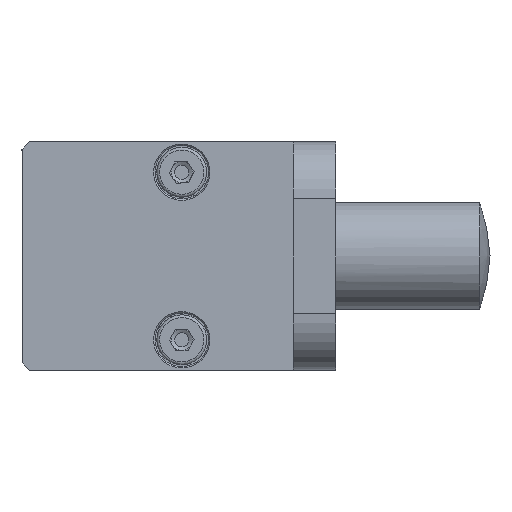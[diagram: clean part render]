
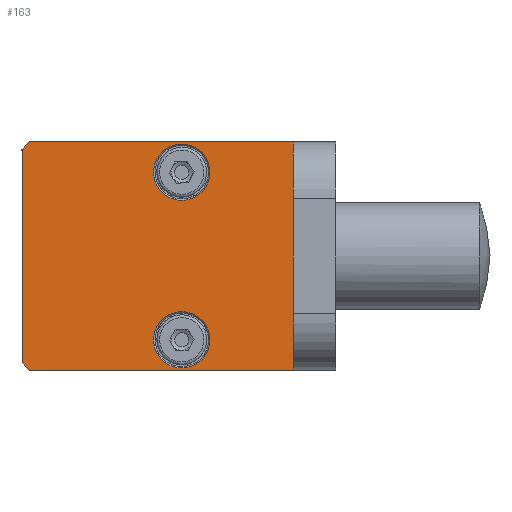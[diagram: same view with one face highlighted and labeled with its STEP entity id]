
A CAD part, left-side view. The second image highlights one B-rep face of the part: STEP entity #163.
In plain terms, the highlighted planar face has unit normal (-1, 0, 0).
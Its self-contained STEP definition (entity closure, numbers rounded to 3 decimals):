
#8 = CARTESIAN_POINT ( 'NONE',  ( -72.5, 1.8, -16. ) ) ;
#65 = CARTESIAN_POINT ( 'NONE',  ( -72.5, 38.8, 16. ) ) ;
#163 = ADVANCED_FACE ( 'NONE', ( #4564, #5118, #4620 ), #3007, .F. ) ;
#195 = CARTESIAN_POINT ( 'NONE',  ( -72.5, 38.8, -16. ) ) ;
#201 = AXIS2_PLACEMENT_3D ( 'NONE', #6083, #3984, #410 ) ;
#282 = EDGE_LOOP ( 'NONE', ( #1651, #3945, #4778, #3019, #867, #875 ) ) ;
#283 = VECTOR ( 'NONE', #4345, 1000. ) ;
#410 = DIRECTION ( 'NONE',  ( 0., 0., 1. ) ) ;
#614 = EDGE_CURVE ( 'NONE', #1004, #1004, #1877, .T. ) ;
#828 = CARTESIAN_POINT ( 'NONE',  ( -72.5, 39.8, -15. ) ) ;
#867 = ORIENTED_EDGE ( 'NONE', *, *, #2018, .T. ) ;
#875 = ORIENTED_EDGE ( 'NONE', *, *, #4055, .T. ) ;
#1004 = VERTEX_POINT ( 'NONE', #3030 ) ;
#1175 = DIRECTION ( 'NONE',  ( 1., 0., 0. ) ) ;
#1177 = DIRECTION ( 'NONE',  ( 0., -0.707, -0.707 ) ) ;
#1204 = DIRECTION ( 'NONE',  ( 0., 0., 1. ) ) ;
#1521 = VERTEX_POINT ( 'NONE', #2125 ) ;
#1549 = AXIS2_PLACEMENT_3D ( 'NONE', #1929, #6653, #5607 ) ;
#1651 = ORIENTED_EDGE ( 'NONE', *, *, #3971, .T. ) ;
#1773 = DIRECTION ( 'NONE',  ( 0., 0., -1. ) ) ;
#1871 = CARTESIAN_POINT ( 'NONE',  ( -72.5, 38.8, 16. ) ) ;
#1877 = CIRCLE ( 'NONE', #1549, 3.95 ) ;
#1929 = CARTESIAN_POINT ( 'NONE',  ( -72.5, 17.4, 11.75 ) ) ;
#2018 = EDGE_CURVE ( 'NONE', #3881, #4803, #5247, .T. ) ;
#2125 = CARTESIAN_POINT ( 'NONE',  ( -72.5, 1.8, 16. ) ) ;
#2285 = DIRECTION ( 'NONE',  ( 0., 0.707, -0.707 ) ) ;
#2481 = VERTEX_POINT ( 'NONE', #6635 ) ;
#2524 = AXIS2_PLACEMENT_3D ( 'NONE', #4231, #1175, #1204 ) ;
#2631 = EDGE_CURVE ( 'NONE', #6089, #2481, #5476, .T. ) ;
#2662 = LINE ( 'NONE', #195, #6052 ) ;
#2767 = DIRECTION ( 'NONE',  ( 0., -1., 0. ) ) ;
#2787 = CARTESIAN_POINT ( 'NONE',  ( -72.5, 17.4, -7.8 ) ) ;
#2956 = EDGE_LOOP ( 'NONE', ( #4510 ) ) ;
#2976 = CARTESIAN_POINT ( 'NONE',  ( -72.5, 39.8, 15. ) ) ;
#3007 = PLANE ( 'NONE',  #2524 ) ;
#3019 = ORIENTED_EDGE ( 'NONE', *, *, #4769, .T. ) ;
#3030 = CARTESIAN_POINT ( 'NONE',  ( -72.5, 17.4, 15.7 ) ) ;
#3080 = EDGE_CURVE ( 'NONE', #3709, #3709, #4214, .T. ) ;
#3440 = VECTOR ( 'NONE', #2767, 1000. ) ;
#3672 = VECTOR ( 'NONE', #1773, 1000. ) ;
#3709 = VERTEX_POINT ( 'NONE', #2787 ) ;
#3781 = EDGE_LOOP ( 'NONE', ( #5207 ) ) ;
#3881 = VERTEX_POINT ( 'NONE', #5628 ) ;
#3945 = ORIENTED_EDGE ( 'NONE', *, *, #4324, .T. ) ;
#3971 = EDGE_CURVE ( 'NONE', #1521, #6633, #6230, .T. ) ;
#3984 = DIRECTION ( 'NONE',  ( 1., 0., 0. ) ) ;
#4055 = EDGE_CURVE ( 'NONE', #4803, #1521, #6020, .T. ) ;
#4126 = VECTOR ( 'NONE', #2285, 1000. ) ;
#4214 = CIRCLE ( 'NONE', #201, 3.95 ) ;
#4231 = CARTESIAN_POINT ( 'NONE',  ( -72.5, 1.8, 16. ) ) ;
#4324 = EDGE_CURVE ( 'NONE', #6633, #6089, #5473, .T. ) ;
#4345 = DIRECTION ( 'NONE',  ( 0., 0., 1. ) ) ;
#4443 = CARTESIAN_POINT ( 'NONE',  ( -72.5, 39.8, 15. ) ) ;
#4510 = ORIENTED_EDGE ( 'NONE', *, *, #614, .T. ) ;
#4564 = FACE_BOUND ( 'NONE', #3781, .T. ) ;
#4620 = FACE_OUTER_BOUND ( 'NONE', #282, .T. ) ;
#4756 = CARTESIAN_POINT ( 'NONE',  ( -72.5, 1.8, -16. ) ) ;
#4769 = EDGE_CURVE ( 'NONE', #2481, #3881, #2662, .T. ) ;
#4778 = ORIENTED_EDGE ( 'NONE', *, *, #2631, .T. ) ;
#4803 = VERTEX_POINT ( 'NONE', #8 ) ;
#5118 = FACE_BOUND ( 'NONE', #2956, .T. ) ;
#5207 = ORIENTED_EDGE ( 'NONE', *, *, #3080, .T. ) ;
#5240 = DIRECTION ( 'NONE',  ( 0., 1., 0. ) ) ;
#5247 = LINE ( 'NONE', #4756, #3440 ) ;
#5473 = LINE ( 'NONE', #4443, #4126 ) ;
#5476 = LINE ( 'NONE', #828, #3672 ) ;
#5607 = DIRECTION ( 'NONE',  ( 0., 0., 1. ) ) ;
#5628 = CARTESIAN_POINT ( 'NONE',  ( -72.5, 38.8, -16. ) ) ;
#5958 = CARTESIAN_POINT ( 'NONE',  ( -72.5, 1.8, 16. ) ) ;
#6020 = LINE ( 'NONE', #5958, #283 ) ;
#6052 = VECTOR ( 'NONE', #1177, 1000. ) ;
#6083 = CARTESIAN_POINT ( 'NONE',  ( -72.5, 17.4, -11.75 ) ) ;
#6089 = VERTEX_POINT ( 'NONE', #2976 ) ;
#6230 = LINE ( 'NONE', #65, #6471 ) ;
#6471 = VECTOR ( 'NONE', #5240, 1000. ) ;
#6633 = VERTEX_POINT ( 'NONE', #1871 ) ;
#6635 = CARTESIAN_POINT ( 'NONE',  ( -72.5, 39.8, -15. ) ) ;
#6653 = DIRECTION ( 'NONE',  ( 1., 0., 0. ) ) ;
